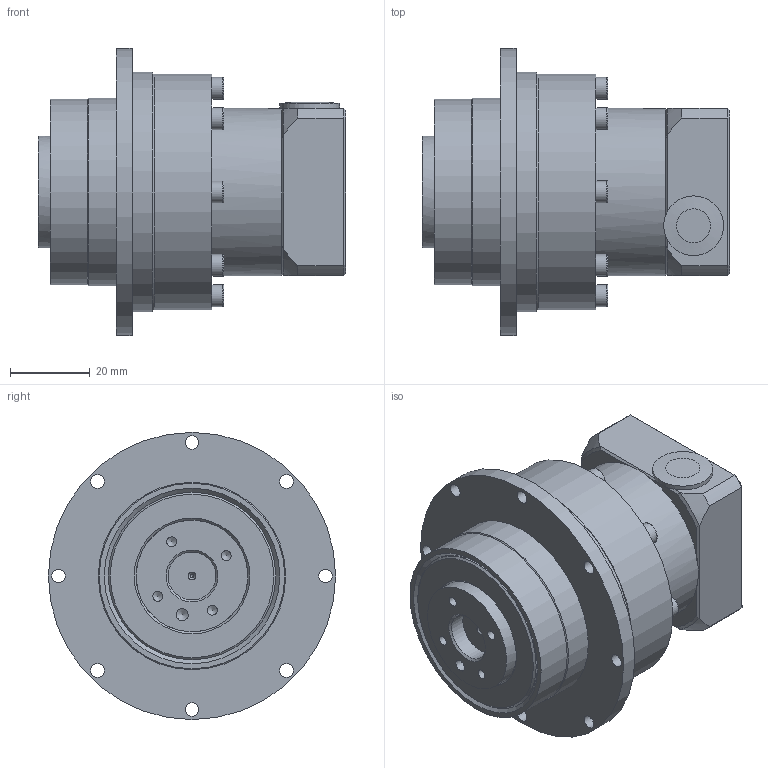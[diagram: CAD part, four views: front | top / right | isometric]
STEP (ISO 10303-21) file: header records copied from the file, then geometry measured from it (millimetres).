
FILE_DESCRIPTION(/* description */ (''),/* implementation_level */ '2;1');
FILE_NAME(/* name */ 'NF04700A1-042A.stp',/* time_stamp */ '2018-11-19T12:01:01+09:00',/* author */ ('Y.J.JI'),/* organization */ (''),/* preprocessor_version */ 'ST-DEVELOPER v15.6',/* originating_system */ 'Autodesk Inventor 2015',/* authorisation */ '');
FILE_SCHEMA (('AUTOMOTIVE_DESIGN { 1 0 10303 214 3 1 1 }'));
Length unit declared in the file: millimetre
Products named in the file (1): NF04700A1-042A
Bounding box: 77 x 72 x 72 mm (x, y, z)
Volume: 119706.3 mm3; surface area: 37861.5 mm2
Topology: 2 solids, 28 shells, 408 faces, 962 edges, 619 vertices
Faces by surface type: plane 198, cylinder 103, cone 77, torus 26, sphere 4
Full cylindrical faces by diameter (mm): 1 x1, 2.459 x13, 3 x14, 3.242 x4, 3.4 x21, 5.5 x13, 6 x4, 7 x1, 8 x1, 8.5 x1, 11 x1, 12 x1, 13 x1, 15 x1, 27 x1, 28 x3, 30 x1, 32 x1, 33 x1, 34.82 x1, 42 x3, 46.5 x1, 47 x1, 59 x1, 60 x1, 72 x1
Entity records: 10353 total; most frequent: CARTESIAN_POINT 1977, DIRECTION 1709, ORIENTED_EDGE 1382, AXIS2_PLACEMENT_3D 730, EDGE_CURVE 691, EDGE_LOOP 648, VERTEX_POINT 525, FACE_OUTER_BOUND 408
